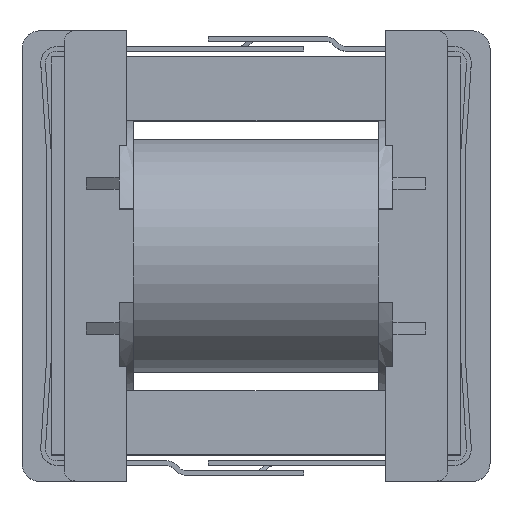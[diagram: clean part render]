
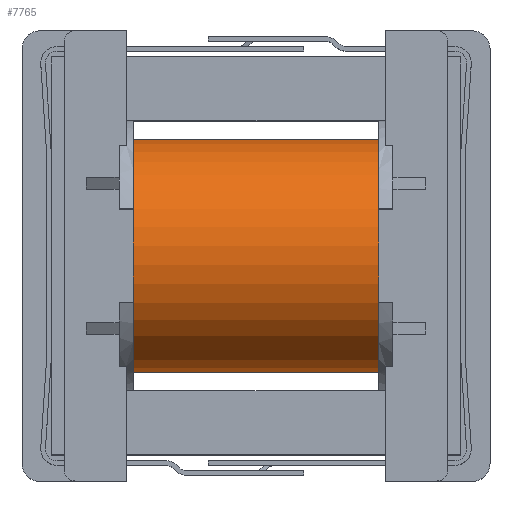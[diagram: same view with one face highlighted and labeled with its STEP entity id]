
A CAD part, top view. The second image highlights one B-rep face of the part: STEP entity #7765.
In plain terms, the highlighted cylindrical face has radius 9.945 mm (diameter 19.891 mm), a full revolution.
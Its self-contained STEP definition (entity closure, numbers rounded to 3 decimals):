
#283=CIRCLE('',#10257,9.945);
#288=CIRCLE('',#10282,9.945);
#289=CIRCLE('',#10284,9.945);
#290=CIRCLE('',#10286,9.945);
#291=CIRCLE('',#10288,9.945);
#292=CIRCLE('',#10290,9.945);
#293=CIRCLE('',#10292,9.945);
#301=CIRCLE('',#10415,9.945);
#304=CIRCLE('',#10422,9.945);
#321=CIRCLE('',#10530,9.945);
#322=CIRCLE('',#10532,9.945);
#323=CIRCLE('',#10535,9.945);
#324=CIRCLE('',#10537,9.945);
#329=CIRCLE('',#10548,9.945);
#332=CIRCLE('',#10554,9.945);
#333=CIRCLE('',#10556,9.945);
#334=CIRCLE('',#10558,9.945);
#335=CIRCLE('',#10574,9.945);
#336=CIRCLE('',#10576,9.945);
#337=CIRCLE('',#10577,9.945);
#397=CYLINDRICAL_SURFACE('',#10575,9.945);
#2606=ORIENTED_EDGE('',*,*,#3756,.F.);
#2607=ORIENTED_EDGE('',*,*,#3755,.F.);
#2608=ORIENTED_EDGE('',*,*,#3115,.F.);
#2609=ORIENTED_EDGE('',*,*,#3443,.F.);
#2610=ORIENTED_EDGE('',*,*,#3126,.F.);
#2611=ORIENTED_EDGE('',*,*,#3455,.F.);
#2612=ORIENTED_EDGE('',*,*,#3132,.F.);
#2613=ORIENTED_EDGE('',*,*,#3715,.F.);
#2614=ORIENTED_EDGE('',*,*,#3711,.F.);
#2615=ORIENTED_EDGE('',*,*,#3717,.F.);
#2616=ORIENTED_EDGE('',*,*,#3048,.T.);
#2617=ORIENTED_EDGE('',*,*,#3729,.T.);
#2618=ORIENTED_EDGE('',*,*,#3122,.T.);
#2619=ORIENTED_EDGE('',*,*,#3727,.T.);
#2620=ORIENTED_EDGE('',*,*,#3713,.T.);
#2621=ORIENTED_EDGE('',*,*,#3724,.T.);
#2622=ORIENTED_EDGE('',*,*,#3113,.T.);
#2623=ORIENTED_EDGE('',*,*,#3728,.T.);
#2624=ORIENTED_EDGE('',*,*,#3121,.T.);
#2625=ORIENTED_EDGE('',*,*,#3757,.T.);
#3048=EDGE_CURVE('',#4040,#4041,#283,.T.);
#3113=EDGE_CURVE('',#4087,#4088,#288,.T.);
#3115=EDGE_CURVE('',#4089,#4091,#289,.T.);
#3121=EDGE_CURVE('',#4094,#4096,#290,.T.);
#3122=EDGE_CURVE('',#4097,#4098,#291,.T.);
#3126=EDGE_CURVE('',#4101,#4102,#292,.T.);
#3132=EDGE_CURVE('',#4107,#4105,#293,.T.);
#3443=EDGE_CURVE('',#4102,#4089,#301,.T.);
#3455=EDGE_CURVE('',#4105,#4101,#304,.T.);
#3711=EDGE_CURVE('',#4410,#4457,#321,.T.);
#3713=EDGE_CURVE('',#4429,#4458,#322,.T.);
#3715=EDGE_CURVE('',#4457,#4107,#323,.T.);
#3717=EDGE_CURVE('',#4422,#4410,#324,.T.);
#3724=EDGE_CURVE('',#4458,#4087,#329,.T.);
#3727=EDGE_CURVE('',#4098,#4429,#332,.T.);
#3728=EDGE_CURVE('',#4088,#4094,#333,.T.);
#3729=EDGE_CURVE('',#4041,#4097,#334,.T.);
#3755=EDGE_CURVE('',#4091,#4468,#335,.T.);
#3756=EDGE_CURVE('',#4468,#4422,#336,.T.);
#3757=EDGE_CURVE('',#4096,#4040,#337,.T.);
#4040=VERTEX_POINT('',#13704);
#4041=VERTEX_POINT('',#13705);
#4087=VERTEX_POINT('',#13871);
#4088=VERTEX_POINT('',#13873);
#4089=VERTEX_POINT('',#13877);
#4091=VERTEX_POINT('',#13880);
#4094=VERTEX_POINT('',#13887);
#4096=VERTEX_POINT('',#13891);
#4097=VERTEX_POINT('',#13895);
#4098=VERTEX_POINT('',#13896);
#4101=VERTEX_POINT('',#13904);
#4102=VERTEX_POINT('',#13905);
#4105=VERTEX_POINT('',#13912);
#4107=VERTEX_POINT('',#13916);
#4410=VERTEX_POINT('',#15045);
#4422=VERTEX_POINT('',#15099);
#4429=VERTEX_POINT('',#15147);
#4457=VERTEX_POINT('',#15354);
#4458=VERTEX_POINT('',#15361);
#4468=VERTEX_POINT('',#15461);
#6549=EDGE_LOOP('',(#2606,#2607,#2608,#2609,#2610,#2611,#2612,#2613,#2614,
#2615));
#6550=EDGE_LOOP('',(#2616,#2617,#2618,#2619,#2620,#2621,#2622,#2623,#2624,
#2625));
#6998=FACE_BOUND('',#6549,.T.);
#6999=FACE_BOUND('',#6550,.T.);
#7765=ADVANCED_FACE('',(#6998,#6999),#397,.T.);
#10257=AXIS2_PLACEMENT_3D('',#13703,#11298,#11299);
#10282=AXIS2_PLACEMENT_3D('',#13874,#11396,#11397);
#10284=AXIS2_PLACEMENT_3D('',#13879,#11401,#11402);
#10286=AXIS2_PLACEMENT_3D('',#13892,#11410,#11411);
#10288=AXIS2_PLACEMENT_3D('',#13894,#11414,#11415);
#10290=AXIS2_PLACEMENT_3D('',#13903,#11421,#11422);
#10292=AXIS2_PLACEMENT_3D('',#13917,#11430,#11431);
#10415=AXIS2_PLACEMENT_3D('',#14695,#11936,#11937);
#10422=AXIS2_PLACEMENT_3D('',#14728,#11956,#11957);
#10530=AXIS2_PLACEMENT_3D('',#15358,#12366,#12367);
#10532=AXIS2_PLACEMENT_3D('',#15362,#12371,#12372);
#10535=AXIS2_PLACEMENT_3D('',#15366,#12378,#12379);
#10537=AXIS2_PLACEMENT_3D('',#15369,#12383,#12384);
#10548=AXIS2_PLACEMENT_3D('',#15383,#12407,#12408);
#10554=AXIS2_PLACEMENT_3D('',#15389,#12419,#12420);
#10556=AXIS2_PLACEMENT_3D('',#15391,#12423,#12424);
#10558=AXIS2_PLACEMENT_3D('',#15393,#12427,#12428);
#10574=AXIS2_PLACEMENT_3D('',#15464,#12478,#12479);
#10575=AXIS2_PLACEMENT_3D('',#15465,#12480,#12481);
#10576=AXIS2_PLACEMENT_3D('',#15466,#12482,#12483);
#10577=AXIS2_PLACEMENT_3D('',#15467,#12484,#12485);
#11298=DIRECTION('',(0.,1.,0.));
#11299=DIRECTION('',(1.,0.,0.));
#11396=DIRECTION('',(0.,1.,0.));
#11397=DIRECTION('',(1.,0.,0.));
#11401=DIRECTION('',(0.,1.,0.));
#11402=DIRECTION('',(1.,0.,0.));
#11410=DIRECTION('',(0.,1.,0.));
#11411=DIRECTION('',(1.,0.,0.));
#11414=DIRECTION('',(0.,1.,0.));
#11415=DIRECTION('',(1.,0.,0.));
#11421=DIRECTION('',(0.,1.,0.));
#11422=DIRECTION('',(1.,0.,0.));
#11430=DIRECTION('',(0.,1.,0.));
#11431=DIRECTION('',(1.,0.,0.));
#11936=DIRECTION('',(0.,1.,0.));
#11937=DIRECTION('',(1.,0.,0.));
#11956=DIRECTION('',(0.,1.,0.));
#11957=DIRECTION('',(1.,0.,0.));
#12366=DIRECTION('',(0.,1.,0.));
#12367=DIRECTION('',(1.,0.,0.));
#12371=DIRECTION('',(0.,1.,0.));
#12372=DIRECTION('',(1.,0.,0.));
#12378=DIRECTION('',(0.,1.,0.));
#12379=DIRECTION('',(1.,0.,0.));
#12383=DIRECTION('',(0.,1.,0.));
#12384=DIRECTION('',(1.,0.,0.));
#12407=DIRECTION('',(0.,1.,0.));
#12408=DIRECTION('',(1.,0.,0.));
#12419=DIRECTION('',(0.,1.,0.));
#12420=DIRECTION('',(1.,0.,0.));
#12423=DIRECTION('',(0.,1.,0.));
#12424=DIRECTION('',(1.,0.,0.));
#12427=DIRECTION('',(0.,1.,0.));
#12428=DIRECTION('',(1.,0.,0.));
#12478=DIRECTION('',(0.,1.,0.));
#12479=DIRECTION('',(1.,0.,0.));
#12480=DIRECTION('',(0.,-1.,0.));
#12481=DIRECTION('',(0.,0.,1.));
#12482=DIRECTION('',(0.,1.,0.));
#12483=DIRECTION('',(1.,0.,0.));
#12484=DIRECTION('',(0.,1.,0.));
#12485=DIRECTION('',(1.,0.,0.));
#13703=CARTESIAN_POINT('',(0.,-10.5,0.));
#13704=CARTESIAN_POINT('',(7.163,-10.5,-6.9));
#13705=CARTESIAN_POINT('',(6.819,-10.5,-7.24));
#13871=CARTESIAN_POINT('',(-6.819,-10.5,-7.24));
#13873=CARTESIAN_POINT('',(-7.163,-10.5,-6.9));
#13874=CARTESIAN_POINT('',(0.,-10.5,0.));
#13877=CARTESIAN_POINT('',(-4.,10.5,9.106));
#13879=CARTESIAN_POINT('',(0.,10.5,0.));
#13880=CARTESIAN_POINT('',(4.,10.5,9.106));
#13887=CARTESIAN_POINT('',(-4.,-10.5,9.106));
#13891=CARTESIAN_POINT('',(4.,-10.5,9.106));
#13892=CARTESIAN_POINT('',(0.,-10.5,0.));
#13894=CARTESIAN_POINT('',(0.,-10.5,0.));
#13895=CARTESIAN_POINT('',(3.408,-10.5,-9.343));
#13896=CARTESIAN_POINT('',(1.657,-10.5,-9.806));
#13903=CARTESIAN_POINT('',(0.,10.5,0.));
#13904=CARTESIAN_POINT('',(-6.819,10.5,-7.24));
#13905=CARTESIAN_POINT('',(-7.163,10.5,-6.9));
#13912=CARTESIAN_POINT('',(-3.408,10.5,-9.343));
#13916=CARTESIAN_POINT('',(-1.657,10.5,-9.806));
#13917=CARTESIAN_POINT('',(0.,10.5,0.));
#14695=CARTESIAN_POINT('',(0.,10.5,0.));
#14728=CARTESIAN_POINT('',(0.,10.5,0.));
#15045=CARTESIAN_POINT('',(3.408,10.5,-9.343));
#15099=CARTESIAN_POINT('',(6.819,10.5,-7.24));
#15147=CARTESIAN_POINT('',(-1.657,-10.5,-9.806));
#15354=CARTESIAN_POINT('',(1.657,10.5,-9.806));
#15358=CARTESIAN_POINT('',(0.,10.5,0.));
#15361=CARTESIAN_POINT('',(-3.408,-10.5,-9.343));
#15362=CARTESIAN_POINT('',(0.,-10.5,0.));
#15366=CARTESIAN_POINT('',(0.,10.5,0.));
#15369=CARTESIAN_POINT('',(0.,10.5,0.));
#15383=CARTESIAN_POINT('',(0.,-10.5,0.));
#15389=CARTESIAN_POINT('',(0.,-10.5,0.));
#15391=CARTESIAN_POINT('',(0.,-10.5,0.));
#15393=CARTESIAN_POINT('',(0.,-10.5,0.));
#15461=CARTESIAN_POINT('',(7.163,10.5,-6.9));
#15464=CARTESIAN_POINT('',(0.,10.5,0.));
#15465=CARTESIAN_POINT('',(0.,-10.5,0.));
#15466=CARTESIAN_POINT('',(0.,10.5,0.));
#15467=CARTESIAN_POINT('',(0.,-10.5,0.));
